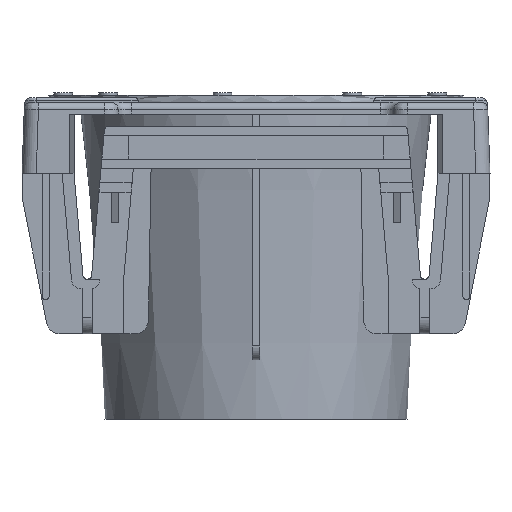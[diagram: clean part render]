
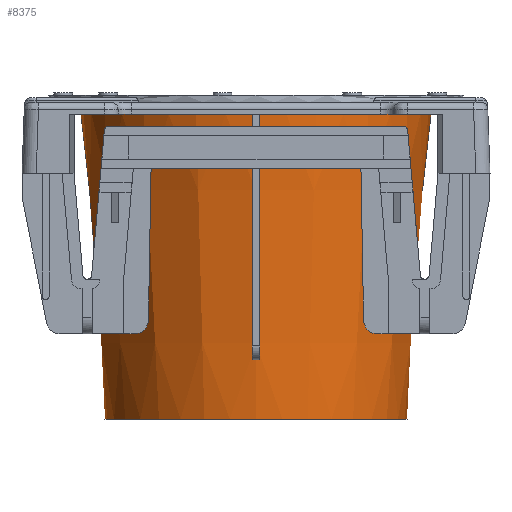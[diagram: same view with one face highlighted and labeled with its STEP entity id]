
A CAD part, left-side view. The second image highlights one B-rep face of the part: STEP entity #8375.
In plain terms, the highlighted conical face has half-angle 4.5 degrees and reference radius 37.3 mm.
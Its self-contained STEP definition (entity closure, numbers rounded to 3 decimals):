
#24=CONICAL_SURFACE('',#8959,37.3,0.079);
#257=CIRCLE('',#8874,37.025);
#258=CIRCLE('',#8875,37.025);
#277=CIRCLE('',#8934,31.948);
#893=FACE_OUTER_BOUND('',#1361,.T.);
#1361=EDGE_LOOP('',(#6696,#6697,#6698,#6699,#6700,#6701,#6702,#6703,#6704));
#1983=LINE('',#13470,#2913);
#1984=LINE('',#13471,#2914);
#1985=LINE('',#13472,#2915);
#2913=VECTOR('',#10251,37.3);
#2914=VECTOR('',#10252,10.);
#2915=VECTOR('',#10253,10.);
#3894=VERTEX_POINT('',#13152);
#3895=VERTEX_POINT('',#13153);
#3938=VERTEX_POINT('',#13256);
#3943=VERTEX_POINT('',#13269);
#3982=VERTEX_POINT('',#13432);
#4882=EDGE_CURVE('',#3938,#3894,#257,.T.);
#4883=EDGE_CURVE('',#3894,#3938,#258,.T.);
#4958=EDGE_CURVE('',#3982,#3982,#277,.T.);
#4975=EDGE_CURVE('',#3982,#3943,#1983,.T.);
#4976=EDGE_CURVE('',#3938,#3943,#1984,.T.);
#4977=EDGE_CURVE('',#3894,#3895,#1985,.T.);
#6696=ORIENTED_EDGE('',*,*,#4958,.T.);
#6697=ORIENTED_EDGE('',*,*,#4975,.T.);
#6698=ORIENTED_EDGE('',*,*,#4976,.F.);
#6699=ORIENTED_EDGE('',*,*,#4883,.F.);
#6700=ORIENTED_EDGE('',*,*,#4977,.T.);
#6701=ORIENTED_EDGE('',*,*,#4977,.F.);
#6702=ORIENTED_EDGE('',*,*,#4882,.F.);
#6703=ORIENTED_EDGE('',*,*,#4976,.T.);
#6704=ORIENTED_EDGE('',*,*,#4975,.F.);
#8375=ADVANCED_FACE('',(#893),#24,.T.);
#8874=AXIS2_PLACEMENT_3D('',#13257,#10027,#10028);
#8875=AXIS2_PLACEMENT_3D('',#13258,#10029,#10030);
#8934=AXIS2_PLACEMENT_3D('',#13433,#10195,#10196);
#8959=AXIS2_PLACEMENT_3D('',#13469,#10249,#10250);
#10027=DIRECTION('center_axis',(0.,0.,1.));
#10028=DIRECTION('ref_axis',(-1.,0.,0.));
#10029=DIRECTION('center_axis',(0.,0.,1.));
#10030=DIRECTION('ref_axis',(-1.,0.,0.));
#10195=DIRECTION('center_axis',(0.,0.,1.));
#10196=DIRECTION('ref_axis',(-1.,0.,0.));
#10249=DIRECTION('center_axis',(0.,0.,1.));
#10250=DIRECTION('ref_axis',(-1.,0.,0.));
#10251=DIRECTION('',(0.078,0.,0.997));
#10252=DIRECTION('',(-0.078,0.,-0.997));
#10253=DIRECTION('',(0.078,0.,-0.997));
#13152=CARTESIAN_POINT('',(-37.025,0.,0.));
#13153=CARTESIAN_POINT('',(-32.932,0.,-52.));
#13256=CARTESIAN_POINT('',(37.025,0.,0.));
#13257=CARTESIAN_POINT('Origin',(0.,0.,0.));
#13258=CARTESIAN_POINT('Origin',(0.,0.,0.));
#13269=CARTESIAN_POINT('',(32.932,0.,-52.));
#13432=CARTESIAN_POINT('',(31.948,0.,-64.5));
#13433=CARTESIAN_POINT('Origin',(0.,0.,-64.5));
#13469=CARTESIAN_POINT('Origin',(0.,0.,3.5));
#13470=CARTESIAN_POINT('',(37.3,0.,3.5));
#13471=CARTESIAN_POINT('',(37.3,0.,3.5));
#13472=CARTESIAN_POINT('',(-37.3,0.,3.5));
